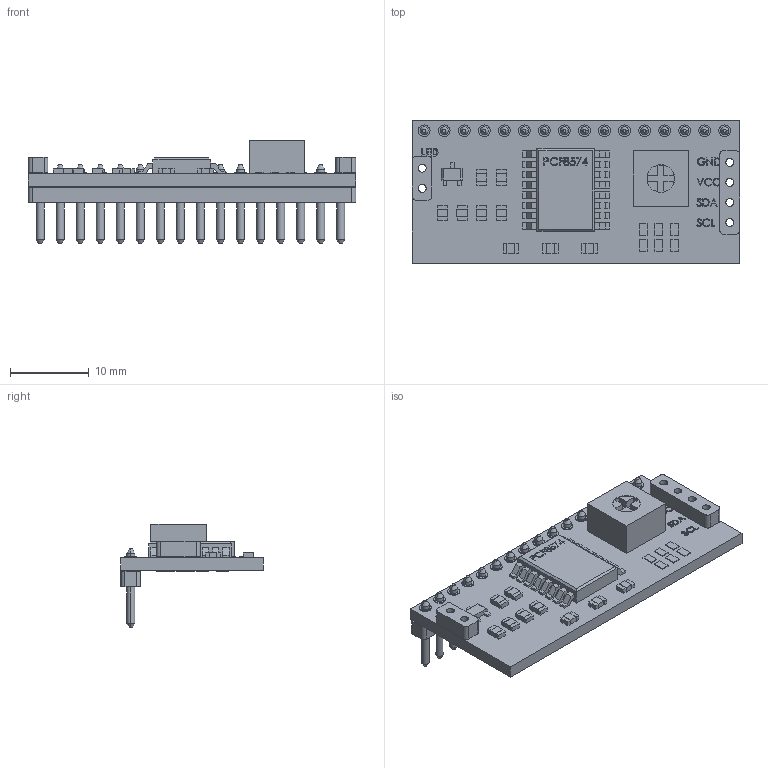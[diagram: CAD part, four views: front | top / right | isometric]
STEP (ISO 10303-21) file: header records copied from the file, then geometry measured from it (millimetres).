
FILE_DESCRIPTION (( 'STEP AP214' ), '1' );
FILE_NAME ('User Library-I2C LCD Adapter PCF8574.STEP', '2020-03-29T16:52:38', ( '' ), ( '' ), 'SwSTEP 2.0', 'SolidWorks 2019', '' );
FILE_SCHEMA (( 'AUTOMOTIVE_DESIGN' ));
Length unit declared in the file: millimetre
Products named in the file (1): User Library-I2C LCD Adapter PCF8574
Bounding box: 41.5 x 18 x 13.15 mm (x, y, z)
Volume: 1929.9 mm3; surface area: 2915.4 mm2
Topology: 1 solids, 1 shells, 978 faces, 2517 edges, 1650 vertices
Faces by surface type: plane 581, cylinder 208, bspline 125, cone 64
Entity records: 42768 total; most frequent: CARTESIAN_POINT 13035, ORIENTED_EDGE 5034, DIRECTION 4469, EDGE_CURVE 2517, VECTOR 1749, LINE 1749, VERTEX_POINT 1650, AXIS2_PLACEMENT_3D 1360
